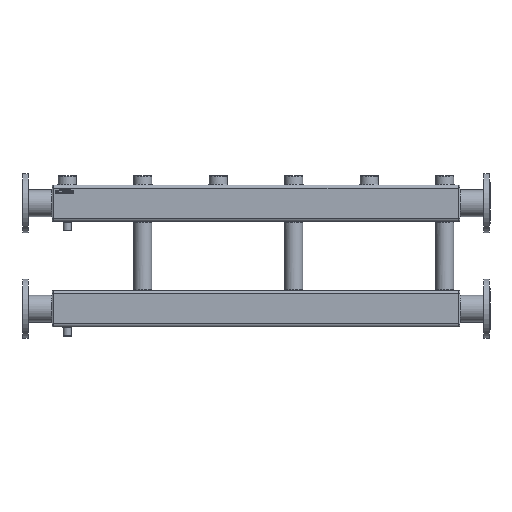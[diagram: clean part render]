
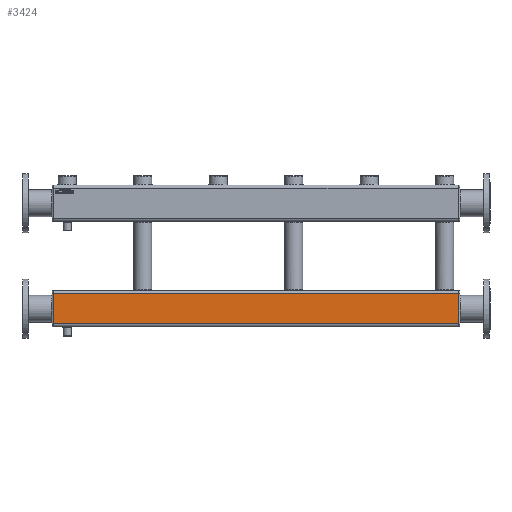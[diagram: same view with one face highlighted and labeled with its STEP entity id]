
A CAD part, top view. The second image highlights one B-rep face of the part: STEP entity #3424.
In plain terms, the highlighted planar face has unit normal (0, 0, 1).
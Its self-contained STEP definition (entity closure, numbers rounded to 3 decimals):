
#3424=ADVANCED_FACE('',(#8856),#8858,.T.);
#8856=FACE_BOUND('',#8857,.T.);
#8857=EDGE_LOOP('',(#12766,#12767,#12768,#12769,#12770,#12771,#12772,#12773,#12774,
#12775,#12776,#12777,#12778,#12779,#12780,#12781));
#8858=PLANE('',#8859);
#8859=AXIS2_PLACEMENT_3D('',#8860,#8861,#8862);
#8860=CARTESIAN_POINT('',(0.,-300.,60.));
#8861=DIRECTION('',(0.,0.,1.));
#8862=DIRECTION('',(0.,-1.,0.));
#12766=ORIENTED_EDGE('',*,*,#14349,.T.);
#12767=ORIENTED_EDGE('',*,*,#14350,.T.);
#12768=ORIENTED_EDGE('',*,*,#14351,.T.);
#12769=ORIENTED_EDGE('',*,*,#14352,.T.);
#12770=ORIENTED_EDGE('',*,*,#14353,.F.);
#12771=ORIENTED_EDGE('',*,*,#14354,.F.);
#12772=ORIENTED_EDGE('',*,*,#14280,.F.);
#12773=ORIENTED_EDGE('',*,*,#14277,.T.);
#12774=ORIENTED_EDGE('',*,*,#14276,.F.);
#12775=ORIENTED_EDGE('',*,*,#14301,.T.);
#12776=ORIENTED_EDGE('',*,*,#14299,.T.);
#12777=ORIENTED_EDGE('',*,*,#14355,.T.);
#12778=ORIENTED_EDGE('',*,*,#14356,.F.);
#12779=ORIENTED_EDGE('',*,*,#14357,.F.);
#12780=ORIENTED_EDGE('',*,*,#14358,.F.);
#12781=ORIENTED_EDGE('',*,*,#14359,.T.);
#14276=EDGE_CURVE('',#16209,#16207,#16211,.T.);
#14277=EDGE_CURVE('',#16212,#16207,#16213,.T.);
#14280=EDGE_CURVE('',#16212,#16215,#16217,.T.);
#14299=EDGE_CURVE('',#16247,#16245,#16248,.T.);
#14301=EDGE_CURVE('',#16209,#16247,#16250,.T.);
#14349=EDGE_CURVE('',#16330,#16331,#16332,.T.);
#14350=EDGE_CURVE('',#16331,#16333,#16334,.T.);
#14351=EDGE_CURVE('',#16333,#16335,#16336,.T.);
#14352=EDGE_CURVE('',#16335,#16337,#16338,.F.);
#14353=EDGE_CURVE('',#16339,#16337,#16340,.T.);
#14354=EDGE_CURVE('',#16215,#16339,#16341,.F.);
#14355=EDGE_CURVE('',#16245,#16342,#16343,.F.);
#14356=EDGE_CURVE('',#16344,#16342,#16345,.T.);
#14357=EDGE_CURVE('',#16346,#16344,#16347,.F.);
#14358=EDGE_CURVE('',#16348,#16346,#16349,.T.);
#14359=EDGE_CURVE('',#16348,#16330,#16350,.T.);
#16207=VERTEX_POINT('',#24317);
#16209=VERTEX_POINT('',#24322);
#16211=LINE('',#24327,#24328);
#16212=VERTEX_POINT('',#24330);
#16213=LINE('',#24331,#24332);
#16215=VERTEX_POINT('',#24338);
#16217=LINE('',#24361,#24362);
#16245=VERTEX_POINT('',#24511);
#16247=VERTEX_POINT('',#24534);
#16248=LINE('',#24535,#24536);
#16250=LINE('',#24542,#24543);
#16330=VERTEX_POINT('',#24796);
#16331=VERTEX_POINT('',#24797);
#16332=LINE('',#24798,#24799);
#16333=VERTEX_POINT('',#24801);
#16334=LINE('',#24802,#24803);
#16335=VERTEX_POINT('',#24805);
#16336=LINE('',#24806,#24807);
#16337=VERTEX_POINT('',#24809);
#16338=LINE('',#24810,#24811);
#16339=VERTEX_POINT('',#24813);
#16340=LINE('',#24814,#24815);
#16341=LINE('',#24817,#24818);
#16342=VERTEX_POINT('',#24820);
#16343=LINE('',#24821,#24822);
#16344=VERTEX_POINT('',#24824);
#16345=LINE('',#24825,#24826);
#16346=VERTEX_POINT('',#24828);
#16347=LINE('',#24829,#24830);
#16348=VERTEX_POINT('',#24832);
#16349=LINE('',#24833,#24834);
#16350=LINE('',#24836,#24837);
#24317=CARTESIAN_POINT('',(1340.,-300.,60.));
#24322=CARTESIAN_POINT('',(0.,-300.,60.));
#24327=CARTESIAN_POINT('',(0.,-300.,60.));
#24328=VECTOR('',#24329,1.);
#24329=DIRECTION('',(1.,0.,0.));
#24330=CARTESIAN_POINT('',(1340.,-298.,60.));
#24331=CARTESIAN_POINT('',(1340.,-298.,60.));
#24332=VECTOR('',#24333,1.);
#24333=DIRECTION('',(0.,-1.,0.));
#24338=CARTESIAN_POINT('',(1342.04,-298.,60.));
#24361=CARTESIAN_POINT('',(1340.,-298.,60.));
#24362=VECTOR('',#24363,1.);
#24363=DIRECTION('',(1.,0.,0.));
#24511=CARTESIAN_POINT('',(-2.04,-298.,60.));
#24534=CARTESIAN_POINT('',(0.,-298.,60.));
#24535=CARTESIAN_POINT('',(0.,-298.,60.));
#24536=VECTOR('',#24537,1.);
#24537=DIRECTION('',(-1.,0.,0.));
#24542=CARTESIAN_POINT('',(0.,-300.,60.));
#24543=VECTOR('',#24544,1.);
#24544=DIRECTION('',(0.,1.,0.));
#24796=CARTESIAN_POINT('',(0.,-400.,60.));
#24797=CARTESIAN_POINT('',(1340.,-400.,60.));
#24798=CARTESIAN_POINT('',(0.,-400.,60.));
#24799=VECTOR('',#24800,1.);
#24800=DIRECTION('',(1.,0.,0.));
#24801=CARTESIAN_POINT('',(1340.,-402.,60.));
#24802=CARTESIAN_POINT('',(1340.,-400.,60.));
#24803=VECTOR('',#24804,1.);
#24804=DIRECTION('',(0.,-1.,0.));
#24805=CARTESIAN_POINT('',(1342.04,-402.,60.));
#24806=CARTESIAN_POINT('',(1340.,-402.,60.));
#24807=VECTOR('',#24808,1.);
#24808=DIRECTION('',(1.,0.,0.));
#24809=CARTESIAN_POINT('',(1342.042,-402.,60.));
#24810=CARTESIAN_POINT('',(1342.042,-402.,60.));
#24811=VECTOR('',#24812,1.);
#24812=DIRECTION('',(-1.,0.,0.));
#24813=CARTESIAN_POINT('',(1342.042,-298.,60.));
#24814=CARTESIAN_POINT('',(1342.042,-298.,60.));
#24815=VECTOR('',#24816,1.);
#24816=DIRECTION('',(0.,-1.,0.));
#24817=CARTESIAN_POINT('',(1342.042,-298.,60.));
#24818=VECTOR('',#24819,1.);
#24819=DIRECTION('',(-1.,0.,0.));
#24820=CARTESIAN_POINT('',(-2.042,-298.,60.));
#24821=CARTESIAN_POINT('',(-2.042,-298.,60.));
#24822=VECTOR('',#24823,1.);
#24823=DIRECTION('',(1.,0.,0.));
#24824=CARTESIAN_POINT('',(-2.042,-402.,60.));
#24825=CARTESIAN_POINT('',(-2.042,-402.,60.));
#24826=VECTOR('',#24827,1.);
#24827=DIRECTION('',(0.,1.,0.));
#24828=CARTESIAN_POINT('',(-2.04,-402.,60.));
#24829=CARTESIAN_POINT('',(-2.042,-402.,60.));
#24830=VECTOR('',#24831,1.);
#24831=DIRECTION('',(1.,0.,0.));
#24832=CARTESIAN_POINT('',(0.,-402.,60.));
#24833=CARTESIAN_POINT('',(0.,-402.,60.));
#24834=VECTOR('',#24835,1.);
#24835=DIRECTION('',(-1.,0.,0.));
#24836=CARTESIAN_POINT('',(0.,-402.,60.));
#24837=VECTOR('',#24838,1.);
#24838=DIRECTION('',(0.,1.,0.));
